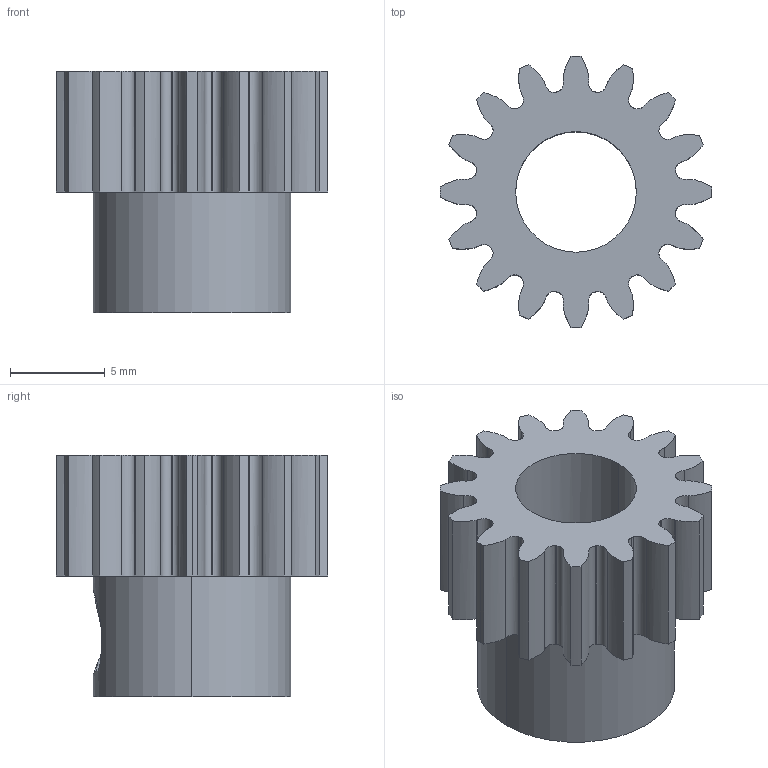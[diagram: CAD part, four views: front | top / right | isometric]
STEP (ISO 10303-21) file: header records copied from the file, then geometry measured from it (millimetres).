
FILE_DESCRIPTION (( 'STEP AP214' ), '1' );
FILE_NAME ('615242_Gear Blank.STEP', '2021-04-20T00:12:19', ( '' ), ( '' ), 'SwSTEP 2.0', 'SolidWorks 2019', '' );
FILE_SCHEMA (( 'AUTOMOTIVE_DESIGN' ));
Length unit declared in the file: inch
Products named in the file (1): 615242_Gear Blank
Bounding box: 14.29 x 14.29 x 12.7 mm (x, y, z)
Volume: 893 mm3; surface area: 1154.1 mm2
Topology: 1 solids, 1 shells, 163 faces, 480 edges, 320 vertices
Faces by surface type: bspline 72, cylinder 56, plane 35
Entity records: 14700 total; most frequent: CARTESIAN_POINT 10881, ORIENTED_EDGE 960, DIRECTION 541, EDGE_CURVE 480, VERTEX_POINT 320, LINE 209, VECTOR 209, EDGE_LOOP 168
